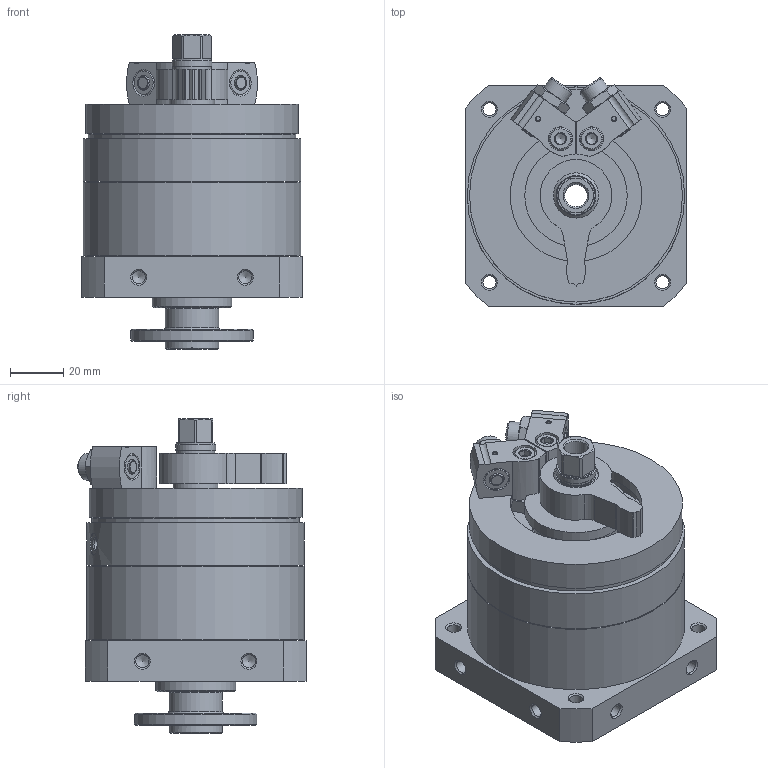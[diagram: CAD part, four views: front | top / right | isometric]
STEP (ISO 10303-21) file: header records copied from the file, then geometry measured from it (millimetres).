
FILE_DESCRIPTION(/* description */ ('STEP AP214'),/* implementation_level */ '2;1');
FILE_NAME(/* name */ '1145099_DSM-T-25-270-P-FW-A-B',/* time_stamp */ '2024-08-21T19:26:02+02:00',/* author */ ('License CC BY-ND 4.0'),/* organization */ ('CADENAS'),/* preprocessor_version */ 'ST-DEVELOPER v19.3',/* originating_system */ 'PARTsolutions',/* authorisation */ ' ');
FILE_SCHEMA (('AUTOMOTIVE_DESIGN {1 0 10303 214 3 1 1}'));
Length unit declared in the file: millimetre
Products named in the file (10): 1145099 DSM-T-25-270-P-FW-A-B--(0); 547579 DSM-25-270-P-FW-A-B_G---(T); 702864 DSM-25-BR---(HZ); 710516 DSM-16/25-P-B; 382090 SLT-10; 256913 DSM-25_NS; DIN-912 - M5x20(F); 396998 YSRW M10X1-3.5-13; 702863 DSM-25-BL---(HZ); 547579 DSM-25-270-P-FW-A-B_K---(T)
Assembly tree (14 placements, depth 2):
  1145099 DSM-T-25-270-P-FW-A-B--(0)
    547579 DSM-25-270-P-FW-A-B_G---(T)
    702864 DSM-25-BR---(HZ)
    710516 DSM-16/25-P-B  x2
    382090 SLT-10  x2
    256913 DSM-25_NS  x2
    DIN-912 - M5x20(F)  x2
    396998 YSRW M10X1-3.5-13  x2
    702863 DSM-25-BL---(HZ)
    547579 DSM-25-270-P-FW-A-B_K---(T)
Bounding box: 83 x 85.76 x 118 mm (x, y, z)
Volume: 388288.6 mm3; surface area: 86137.1 mm2
Topology: 14 solids, 14 shells, 398 faces, 909 edges, 566 vertices
Faces by surface type: plane 162, cylinder 123, cone 106, torus 7
Full cylindrical faces by diameter (mm): 1.567 x2, 4.134 x8, 4.917 x10, 5 x2, 5.5 x6, 5.7 x2, 8.3 x2, 8.5 x2, 8.566 x1, 8.917 x4, 9 x2, 10 x2, 14.3 x1, 14.5 x1, 15 x2, 17 x3, 20 x2, 30 x1, 32 x1, 38.5 x1, 46 x1, 49.5 x1, 58 x1, 64.4 x2, 78 x1, 80 x1, 81.65 x2
Entity records: 8663 total; most frequent: CARTESIAN_POINT 1551, DIRECTION 1517, ORIENTED_EDGE 1150, AXIS2_PLACEMENT_3D 650, EDGE_CURVE 575, FACE_BOUND 533, EDGE_LOOP 523, VERTEX_POINT 444
